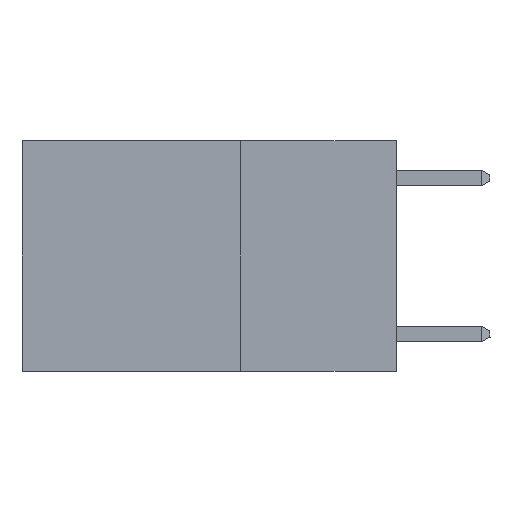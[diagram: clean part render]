
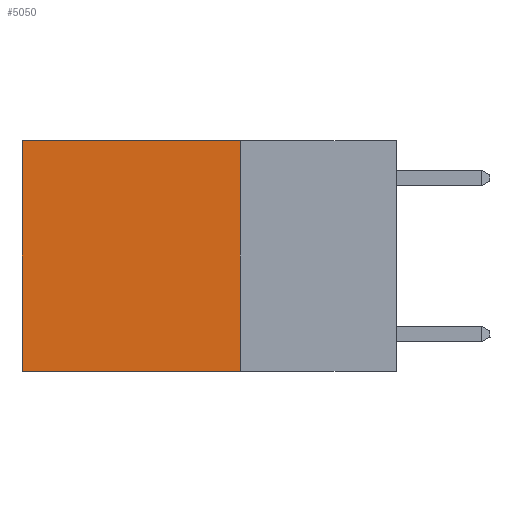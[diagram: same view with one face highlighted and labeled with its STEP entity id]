
A CAD part, left-side view. The second image highlights one B-rep face of the part: STEP entity #5050.
In plain terms, the highlighted planar face has unit normal (-1, 0, 0).
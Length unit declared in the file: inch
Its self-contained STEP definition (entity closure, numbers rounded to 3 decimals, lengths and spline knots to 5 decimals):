
#27 = DIRECTION ( 'NONE',  ( 0., 0., -1. ) ) ;
#113 = ORIENTED_EDGE ( 'NONE', *, *, #210, .T. ) ;
#149 = VERTEX_POINT ( 'NONE', #734 ) ;
#210 = EDGE_CURVE ( 'NONE', #149, #2655, #7607, .T. ) ;
#734 = CARTESIAN_POINT ( 'NONE',  ( 0.2625, 0.25, 0. ) ) ;
#918 = EDGE_CURVE ( 'NONE', #2655, #4272, #5606, .T. ) ;
#1378 = EDGE_CURVE ( 'NONE', #3545, #4272, #2205, .T. ) ;
#1407 = CARTESIAN_POINT ( 'NONE',  ( 0.2625, 0.25, -0.37 ) ) ;
#2205 = LINE ( 'NONE', #3873, #3793 ) ;
#2430 = CARTESIAN_POINT ( 'NONE',  ( 0.2625, 0.6, 0. ) ) ;
#2655 = VERTEX_POINT ( 'NONE', #2430 ) ;
#3545 = VERTEX_POINT ( 'NONE', #1407 ) ;
#3653 = VECTOR ( 'NONE', #27, 39.37008 ) ;
#3720 = CARTESIAN_POINT ( 'NONE',  ( 0.2625, 0.25, 0. ) ) ;
#3793 = VECTOR ( 'NONE', #8028, 39.37008 ) ;
#3873 = CARTESIAN_POINT ( 'NONE',  ( 0.2625, 0.25, -0.37 ) ) ;
#3991 = CARTESIAN_POINT ( 'NONE',  ( 0.2625, 0.6, 0. ) ) ;
#4001 = AXIS2_PLACEMENT_3D ( 'NONE', #3720, #5131, #10128 ) ;
#4166 = PLANE ( 'NONE',  #4001 ) ;
#4263 = CARTESIAN_POINT ( 'NONE',  ( 0.2625, 0.25, 0. ) ) ;
#4272 = VERTEX_POINT ( 'NONE', #8587 ) ;
#4561 = EDGE_LOOP ( 'NONE', ( #9832, #9130, #10767, #113 ) ) ;
#5050 = ADVANCED_FACE ( 'NONE', ( #10388 ), #4166, .F. ) ;
#5131 = DIRECTION ( 'NONE',  ( 1., 0., 0. ) ) ;
#5373 = EDGE_CURVE ( 'NONE', #149, #3545, #6512, .T. ) ;
#5606 = LINE ( 'NONE', #3991, #10769 ) ;
#5663 = DIRECTION ( 'NONE',  ( 0., 0., -1. ) ) ;
#5758 = CARTESIAN_POINT ( 'NONE',  ( 0.2625, 0.25, 0. ) ) ;
#6512 = LINE ( 'NONE', #4263, #3653 ) ;
#7607 = LINE ( 'NONE', #5758, #9507 ) ;
#8028 = DIRECTION ( 'NONE',  ( 0., 1., 0. ) ) ;
#8587 = CARTESIAN_POINT ( 'NONE',  ( 0.2625, 0.6, -0.37 ) ) ;
#9087 = DIRECTION ( 'NONE',  ( 0., 1., 0. ) ) ;
#9130 = ORIENTED_EDGE ( 'NONE', *, *, #1378, .F. ) ;
#9507 = VECTOR ( 'NONE', #9087, 39.37008 ) ;
#9832 = ORIENTED_EDGE ( 'NONE', *, *, #918, .T. ) ;
#10128 = DIRECTION ( 'NONE',  ( 0., 0., -1. ) ) ;
#10388 = FACE_OUTER_BOUND ( 'NONE', #4561, .T. ) ;
#10767 = ORIENTED_EDGE ( 'NONE', *, *, #5373, .F. ) ;
#10769 = VECTOR ( 'NONE', #5663, 39.37008 ) ;
